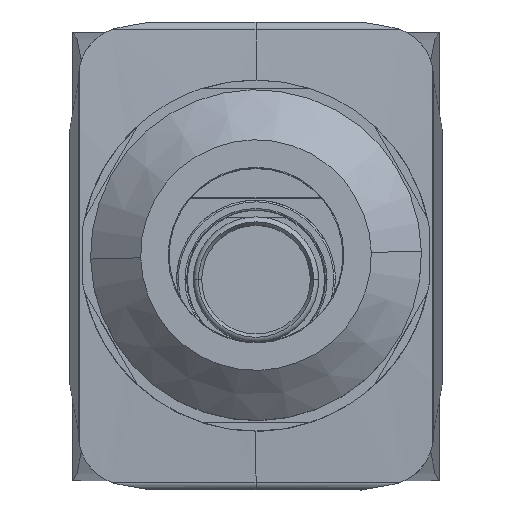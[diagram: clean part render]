
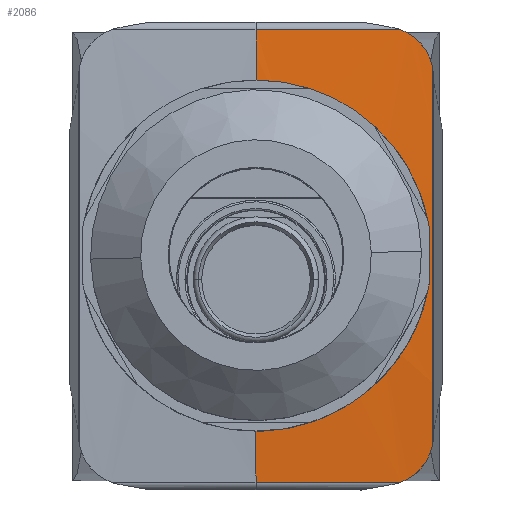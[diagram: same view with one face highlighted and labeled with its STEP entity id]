
A CAD part, top view. The second image highlights one B-rep face of the part: STEP entity #2086.
In plain terms, the highlighted cylindrical face has radius 200 mm (diameter 400 mm), a partial arc.
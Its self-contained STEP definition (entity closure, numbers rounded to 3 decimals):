
#966=AXIS2_PLACEMENT_3D('Circle Axis2P3D',#964,#965,$) ;
#1680=AXIS2_PLACEMENT_3D('Circle Axis2P3D',#1678,#1679,$) ;
#2029=AXIS2_PLACEMENT_3D('Cylinder Axis2P3D',#2026,#2027,#2028) ;
#2033=AXIS2_PLACEMENT_3D('Circle Axis2P3D',#2031,#2032,$) ;
#2042=AXIS2_PLACEMENT_3D('Circle Axis2P3D',#2040,#2041,$) ;
#961=CARTESIAN_POINT('Vertex',(11.15,0.466,55.392)) ;
#964=CARTESIAN_POINT('Axis2P3D Location',(11.15,14.,-144.15)) ;
#968=CARTESIAN_POINT('Vertex',(11.15,5.05,55.65)) ;
#1675=CARTESIAN_POINT('Vertex',(11.15,22.95,55.65)) ;
#1678=CARTESIAN_POINT('Axis2P3D Location',(11.15,14.,-144.15)) ;
#1682=CARTESIAN_POINT('Vertex',(11.15,27.534,55.392)) ;
#2003=CARTESIAN_POINT('Control Point',(11.15,22.95,55.65)) ;
#2004=CARTESIAN_POINT('Control Point',(12.909,22.95,55.65)) ;
#2005=CARTESIAN_POINT('Control Point',(14.668,22.518,55.669)) ;
#2006=CARTESIAN_POINT('Control Point',(16.285,21.652,55.708)) ;
#2007=CARTESIAN_POINT('Control Point',(18.364,19.748,55.776)) ;
#2008=CARTESIAN_POINT('Control Point',(19.572,17.261,55.827)) ;
#2009=CARTESIAN_POINT('Control Point',(19.879,16.318,55.84)) ;
#2010=CARTESIAN_POINT('Control Point',(20.382,13.502,55.863)) ;
#2011=CARTESIAN_POINT('Control Point',(19.764,10.641,55.835)) ;
#2012=CARTESIAN_POINT('Control Point',(18.873,8.917,55.794)) ;
#2013=CARTESIAN_POINT('Control Point',(16.861,6.719,55.721)) ;
#2014=CARTESIAN_POINT('Control Point',(14.216,5.496,55.67)) ;
#2015=CARTESIAN_POINT('Control Point',(13.213,5.199,55.656)) ;
#2016=CARTESIAN_POINT('Control Point',(12.182,5.05,55.65)) ;
#2017=CARTESIAN_POINT('Control Point',(11.15,5.05,55.65)) ;
#2026=CARTESIAN_POINT('Axis2P3D Location',(16.725,14.,-144.15)) ;
#2031=CARTESIAN_POINT('Axis2P3D Location',(21.7,14.,-144.15)) ;
#2035=CARTESIAN_POINT('Vertex',(21.7,2.637,55.527)) ;
#2037=CARTESIAN_POINT('Vertex',(21.7,14.,55.85)) ;
#2040=CARTESIAN_POINT('Axis2P3D Location',(21.7,14.,-144.15)) ;
#2044=CARTESIAN_POINT('Vertex',(21.7,25.363,55.527)) ;
#2048=CARTESIAN_POINT('Control Point',(19.81,27.534,55.392)) ;
#2049=CARTESIAN_POINT('Control Point',(20.515,27.273,55.409)) ;
#2050=CARTESIAN_POINT('Control Point',(21.133,26.776,55.443)) ;
#2051=CARTESIAN_POINT('Control Point',(21.539,26.096,55.485)) ;
#2052=CARTESIAN_POINT('Control Point',(21.7,25.363,55.527)) ;
#2053=CARTESIAN_POINT('Vertex',(19.81,27.534,55.392)) ;
#2056=CARTESIAN_POINT('Line Origine',(16.725,27.534,55.392)) ;
#2061=CARTESIAN_POINT('Line Origine',(16.725,0.466,55.392)) ;
#2065=CARTESIAN_POINT('Vertex',(19.81,0.466,55.392)) ;
#2069=CARTESIAN_POINT('Control Point',(19.81,0.466,55.392)) ;
#2070=CARTESIAN_POINT('Control Point',(20.515,0.727,55.409)) ;
#2071=CARTESIAN_POINT('Control Point',(21.133,1.224,55.443)) ;
#2072=CARTESIAN_POINT('Control Point',(21.539,1.904,55.485)) ;
#2073=CARTESIAN_POINT('Control Point',(21.7,2.637,55.527)) ;
#965=DIRECTION('Axis2P3D Direction',(1.,0.,0.)) ;
#1679=DIRECTION('Axis2P3D Direction',(1.,0.,0.)) ;
#2027=DIRECTION('Axis2P3D Direction',(1.,0.,0.)) ;
#2028=DIRECTION('Axis2P3D XDirection',(0.,0.068,0.998)) ;
#2032=DIRECTION('Axis2P3D Direction',(1.,0.,0.)) ;
#2041=DIRECTION('Axis2P3D Direction',(1.,0.,0.)) ;
#2057=DIRECTION('Vector Direction',(1.,0.,0.)) ;
#2062=DIRECTION('Vector Direction',(1.,0.,0.)) ;
#2058=VECTOR('Line Direction',#2057,1.) ;
#2063=VECTOR('Line Direction',#2062,1.) ;
#2076=ORIENTED_EDGE('',*,*,#2039,.T.) ;
#2077=ORIENTED_EDGE('',*,*,#2046,.T.) ;
#2078=ORIENTED_EDGE('',*,*,#2055,.F.) ;
#2079=ORIENTED_EDGE('',*,*,#2060,.F.) ;
#2080=ORIENTED_EDGE('',*,*,#1684,.T.) ;
#2081=ORIENTED_EDGE('',*,*,#2018,.T.) ;
#2082=ORIENTED_EDGE('',*,*,#970,.T.) ;
#2083=ORIENTED_EDGE('',*,*,#2067,.T.) ;
#2084=ORIENTED_EDGE('',*,*,#2074,.T.) ;
#2086=ADVANCED_FACE('1191550000.1\\314_WI_V14_MT_KOMP.1\\MMU_ST_V14_MT_RAHA_KU.1\\RKHUE V14 MT HALBSCHALE.4\\RKHUE',(#2085),#2030,.T.) ;
#2002=B_SPLINE_CURVE_WITH_KNOTS('',5,(#2003,#2004,#2005,#2006,#2007,#2008,#2009,#2010,#2011,#2012,#2013,#2014,#2015,#2016,#2017),.UNSPECIFIED.,.F.,.U.,(6,3,3,3,6),(0.,12.439,19.368,32.474,39.768),.UNSPECIFIED.) ;
#2047=B_SPLINE_CURVE_WITH_KNOTS('',4,(#2048,#2049,#2050,#2051,#2052),.UNSPECIFIED.,.F.,.U.,(5,5),(0.,4.25),.UNSPECIFIED.) ;
#2068=B_SPLINE_CURVE_WITH_KNOTS('',4,(#2069,#2070,#2071,#2072,#2073),.UNSPECIFIED.,.F.,.U.,(5,5),(0.,4.25),.UNSPECIFIED.) ;
#967=CIRCLE('generated circle',#966,200.) ;
#1681=CIRCLE('generated circle',#1680,200.) ;
#2034=CIRCLE('generated circle',#2033,200.) ;
#2043=CIRCLE('generated circle',#2042,200.) ;
#2030=CYLINDRICAL_SURFACE('generated cylinder',#2029,200.) ;
#970=EDGE_CURVE('',#969,#962,#967,.T.) ;
#1684=EDGE_CURVE('',#1683,#1676,#1681,.T.) ;
#2018=EDGE_CURVE('',#1676,#969,#2002,.T.) ;
#2039=EDGE_CURVE('',#2036,#2038,#2034,.F.) ;
#2046=EDGE_CURVE('',#2038,#2045,#2043,.F.) ;
#2055=EDGE_CURVE('',#2054,#2045,#2047,.T.) ;
#2060=EDGE_CURVE('',#1683,#2054,#2059,.T.) ;
#2067=EDGE_CURVE('',#962,#2066,#2064,.T.) ;
#2074=EDGE_CURVE('',#2066,#2036,#2068,.T.) ;
#2075=EDGE_LOOP('',(#2076,#2077,#2078,#2079,#2080,#2081,#2082,#2083,#2084)) ;
#2085=FACE_OUTER_BOUND('',#2075,.T.) ;
#2059=LINE('Line',#2056,#2058) ;
#2064=LINE('Line',#2061,#2063) ;
#962=VERTEX_POINT('',#961) ;
#969=VERTEX_POINT('',#968) ;
#1676=VERTEX_POINT('',#1675) ;
#1683=VERTEX_POINT('',#1682) ;
#2036=VERTEX_POINT('',#2035) ;
#2038=VERTEX_POINT('',#2037) ;
#2045=VERTEX_POINT('',#2044) ;
#2054=VERTEX_POINT('',#2053) ;
#2066=VERTEX_POINT('',#2065) ;
